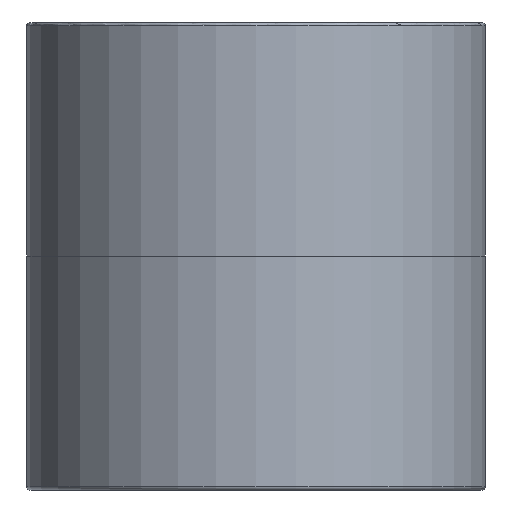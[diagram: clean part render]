
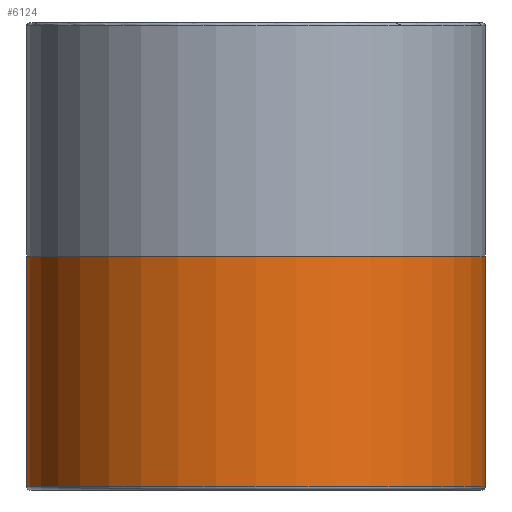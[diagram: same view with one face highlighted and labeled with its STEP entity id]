
A CAD part, front view. The second image highlights one B-rep face of the part: STEP entity #6124.
In plain terms, the highlighted cylindrical face has radius 52.5 mm (diameter 105 mm), a full revolution.
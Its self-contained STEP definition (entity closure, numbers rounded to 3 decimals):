
#1245=LINE('',#12053,#1744);
#1744=VECTOR('',#7111,52.5);
#1750=CYLINDRICAL_SURFACE('',#6295,52.5);
#2076=FACE_OUTER_BOUND('',#2420,.T.);
#2420=EDGE_LOOP('',(#5507,#5508,#5509,#5510));
#2463=CIRCLE('',#6293,52.5);
#2464=CIRCLE('',#6296,52.5);
#3069=VERTEX_POINT('',#12047);
#3070=VERTEX_POINT('',#12052);
#3965=EDGE_CURVE('',#3069,#3069,#2463,.T.);
#3967=EDGE_CURVE('',#3069,#3070,#1245,.T.);
#3968=EDGE_CURVE('',#3070,#3070,#2464,.T.);
#5507=ORIENTED_EDGE('',*,*,#3965,.T.);
#5508=ORIENTED_EDGE('',*,*,#3967,.T.);
#5509=ORIENTED_EDGE('',*,*,#3968,.F.);
#5510=ORIENTED_EDGE('',*,*,#3967,.F.);
#6124=ADVANCED_FACE('',(#2076),#1750,.T.);
#6293=AXIS2_PLACEMENT_3D('',#12048,#7104,#7105);
#6295=AXIS2_PLACEMENT_3D('',#12051,#7109,#7110);
#6296=AXIS2_PLACEMENT_3D('',#12054,#7112,#7113);
#7104=DIRECTION('center_axis',(0.,0.,-1.));
#7105=DIRECTION('ref_axis',(1.,0.,0.));
#7109=DIRECTION('center_axis',(0.,0.,1.));
#7110=DIRECTION('ref_axis',(1.,0.,0.));
#7111=DIRECTION('',(0.,0.,-1.));
#7112=DIRECTION('center_axis',(0.,0.,-1.));
#7113=DIRECTION('ref_axis',(1.,0.,0.));
#12047=CARTESIAN_POINT('',(-52.5,0.,53.4));
#12048=CARTESIAN_POINT('Origin',(0.,0.,53.4));
#12051=CARTESIAN_POINT('Origin',(0.,0.,0.));
#12052=CARTESIAN_POINT('',(-52.5,0.,0.7));
#12053=CARTESIAN_POINT('',(-52.5,0.,0.));
#12054=CARTESIAN_POINT('Origin',(0.,0.,0.7));
